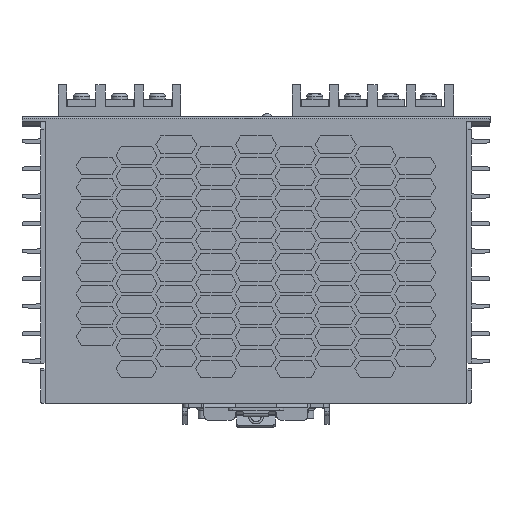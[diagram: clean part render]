
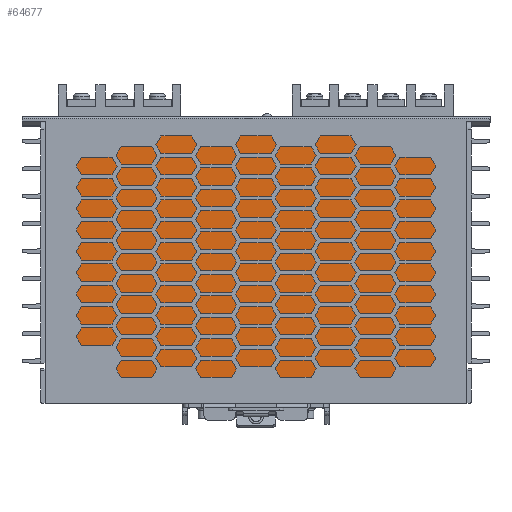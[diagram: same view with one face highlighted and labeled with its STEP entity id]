
A CAD part, front view. The second image highlights one B-rep face of the part: STEP entity #64677.
In plain terms, the highlighted planar face has unit normal (0, -1, 0).
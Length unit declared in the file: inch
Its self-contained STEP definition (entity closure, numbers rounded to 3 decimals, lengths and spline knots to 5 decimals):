
#15700 = VERTEX_POINT ( 'NONE', #16870 ) ;
#15735 = EDGE_CURVE ( 'NONE', #65206, #15700, #16978, .T. ) ;
#16870 = CARTESIAN_POINT ( 'NONE',  ( 2.45, -2.25704, -0.23329 ) ) ;
#16960 = DIRECTION ( 'NONE',  ( 0., 0., 1. ) ) ;
#16974 = VECTOR ( 'NONE', #16960, 39.37008 ) ;
#16976 = CARTESIAN_POINT ( 'NONE',  ( 2.45, -2.25704, -3.78513 ) ) ;
#16978 = LINE ( 'NONE', #16976, #16974 ) ;
#51281 = CARTESIAN_POINT ( 'NONE',  ( -2.45, -2.25704, -0.23329 ) ) ;
#51763 = CARTESIAN_POINT ( 'NONE',  ( -2.45, -2.25704, -3.78513 ) ) ;
#51764 = LINE ( 'NONE', #51763, #51819 ) ;
#51818 = DIRECTION ( 'NONE',  ( 0., 0., 1. ) ) ;
#51819 = VECTOR ( 'NONE', #51818, 39.37008 ) ;
#52232 = LINE ( 'NONE', #52269, #52234 ) ;
#52234 = VECTOR ( 'NONE', #52268, 39.37008 ) ;
#52268 = DIRECTION ( 'NONE',  ( -1., 0., 0. ) ) ;
#52269 = CARTESIAN_POINT ( 'NONE',  ( 2.58, -2.25704, -3.69502 ) ) ;
#52588 = DIRECTION ( 'NONE',  ( -1., 0., 0. ) ) ;
#52589 = VECTOR ( 'NONE', #52588, 39.37008 ) ;
#52590 = CARTESIAN_POINT ( 'NONE',  ( 2.58, -2.25704, -0.23329 ) ) ;
#52596 = LINE ( 'NONE', #52590, #52589 ) ;
#52633 = DIRECTION ( 'NONE',  ( 0., 0., 1. ) ) ;
#52634 = DIRECTION ( 'NONE',  ( 0., 1., 0. ) ) ;
#52641 = CARTESIAN_POINT ( 'NONE',  ( 2.58, -2.25704, -3.69502 ) ) ;
#52644 = PLANE ( 'NONE',  #52645 ) ;
#52645 = AXIS2_PLACEMENT_3D ( 'NONE', #52641, #52634, #52633 ) ;
#52646 = FACE_OUTER_BOUND ( 'NONE', #64699, .T. ) ;
#53649 = CARTESIAN_POINT ( 'NONE',  ( 2.45, -2.25704, -3.69502 ) ) ;
#53675 = CARTESIAN_POINT ( 'NONE',  ( -2.45, -2.25704, -3.69502 ) ) ;
#57654 = VERTEX_POINT ( 'NONE', #51281 ) ;
#62687 = EDGE_CURVE ( 'NONE', #65239, #57654, #51764, .T. ) ;
#64399 = EDGE_CURVE ( 'NONE', #65206, #65239, #52232, .T. ) ;
#64663 = ORIENTED_EDGE ( 'NONE', *, *, #62687, .F. ) ;
#64670 = ORIENTED_EDGE ( 'NONE', *, *, #15735, .T. ) ;
#64672 = EDGE_CURVE ( 'NONE', #15700, #57654, #52596, .T. ) ;
#64674 = ORIENTED_EDGE ( 'NONE', *, *, #64399, .F. ) ;
#64677 = ADVANCED_FACE ( 'NONE', ( #52646 ), #52644, .F. ) ;
#64699 = EDGE_LOOP ( 'NONE', ( #64663, #64674, #64670, #64871 ) ) ;
#64871 = ORIENTED_EDGE ( 'NONE', *, *, #64672, .T. ) ;
#65206 = VERTEX_POINT ( 'NONE', #53649 ) ;
#65239 = VERTEX_POINT ( 'NONE', #53675 ) ;
